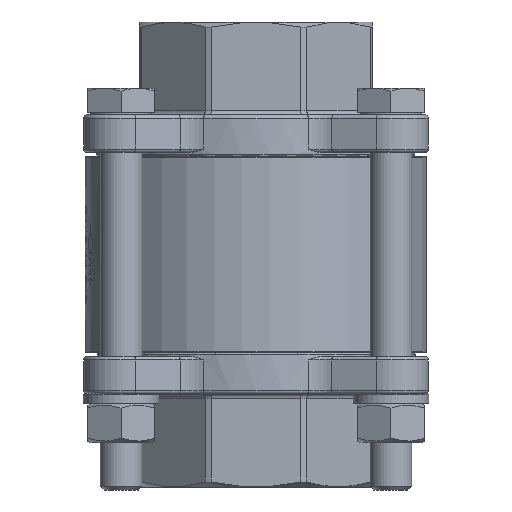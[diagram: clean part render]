
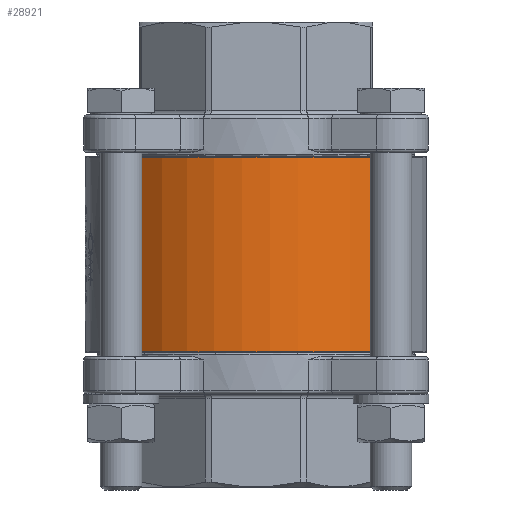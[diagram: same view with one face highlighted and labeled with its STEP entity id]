
A CAD part, front view. The second image highlights one B-rep face of the part: STEP entity #28921.
In plain terms, the highlighted cylindrical face has radius 41 mm (diameter 82 mm), a partial arc.
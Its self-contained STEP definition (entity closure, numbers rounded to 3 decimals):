
#4569=CARTESIAN_POINT('',(-28.04,-29.913,-39.3));
#4570=VERTEX_POINT('',#4569);
#4594=CARTESIAN_POINT('',(-28.04,-29.913,7.3));
#4595=VERTEX_POINT('',#4594);
#4596=CARTESIAN_POINT('',(-28.04,-29.913,7.3));
#4597=DIRECTION('',(0.0,0.0,-1.0));
#4598=VECTOR('',#4597,46.6);
#4599=LINE('',#4596,#4598);
#4600=EDGE_CURVE('',#4595,#4570,#4599,.T.);
#5269=CARTESIAN_POINT('',(28.04,-29.913,-39.3));
#5270=VERTEX_POINT('',#5269);
#5294=CARTESIAN_POINT('',(0.0,0.0,-39.3));
#5295=DIRECTION('',(0.0,0.0,-1.0));
#5296=DIRECTION('',(0.991,0.135,0.0));
#5297=AXIS2_PLACEMENT_3D('',#5294,#5295,#5296);
#5298=CIRCLE('',#5297,41.0);
#5299=EDGE_CURVE('',#5270,#4570,#5298,.T.);
#5326=CARTESIAN_POINT('',(28.04,-29.913,7.3));
#5327=VERTEX_POINT('',#5326);
#5351=CARTESIAN_POINT('',(28.04,-29.913,-39.3));
#5352=DIRECTION('',(0.0,0.0,1.0));
#5353=VECTOR('',#5352,46.6);
#5354=LINE('',#5351,#5353);
#5355=EDGE_CURVE('',#5270,#5327,#5354,.T.);
#28892=CARTESIAN_POINT('',(0.0,0.0,7.3));
#28893=DIRECTION('',(0.0,0.0,1.0));
#28894=DIRECTION('',(0.991,0.135,0.0));
#28895=AXIS2_PLACEMENT_3D('',#28892,#28893,#28894);
#28896=CIRCLE('',#28895,41.0);
#28897=EDGE_CURVE('',#4595,#5327,#28896,.T.);
#28910=CARTESIAN_POINT('',(0.0,0.0,7.5));
#28911=DIRECTION('',(0.0,0.0,-1.0));
#28912=DIRECTION('',(0.991,0.135,0.0));
#28913=AXIS2_PLACEMENT_3D('',#28910,#28911,#28912);
#28914=CYLINDRICAL_SURFACE('',#28913,41.);
#28915=ORIENTED_EDGE('',*,*,#4600,.T.);
#28916=ORIENTED_EDGE('',*,*,#5299,.F.);
#28917=ORIENTED_EDGE('',*,*,#5355,.T.);
#28918=ORIENTED_EDGE('',*,*,#28897,.F.);
#28919=EDGE_LOOP('',(#28915,#28916,#28917,#28918));
#28920=FACE_OUTER_BOUND('',#28919,.T.);
#28921=ADVANCED_FACE('',(#28920),#28914,.T.);
